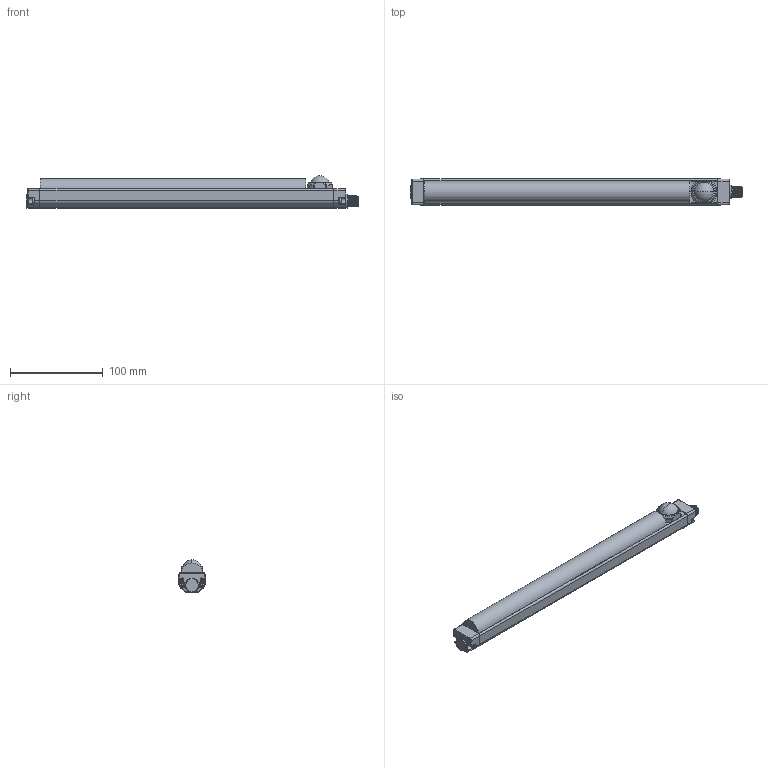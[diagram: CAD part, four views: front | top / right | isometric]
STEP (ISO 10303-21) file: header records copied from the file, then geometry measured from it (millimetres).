
FILE_DESCRIPTION((''),'2;1');
FILE_NAME('210316_ASM','2019-03-04T10:14:32',('pdmadmin'),('BANNER ENGINEERING'),'CREO PARAMETRIC BY PTC INC, 2018300','CREO PARAMETRIC BY PTC INC, 2018300','');
FILE_SCHEMA(('CONFIG_CONTROL_DESIGN'));
Products named in the file (15): 156981_AF1; 157058_AF0_ASM; 153079_AF0; 08427_AF0; 184575; 184576; 184577; WLS28-2_184652_AF0_ASM; 184651_AF0_ASM; 153166; 166147_AF0; 183973; VZWLLD_1; 47678; 210316_ASM
Assembly tree (17 placements, depth 4):
  210316_ASM
    157058_AF0_ASM
      156981_AF1
    184651_AF0_ASM
      153079_AF0
      WLS28-2_184652_AF0_ASM
        08427_AF0
        184575
        184576
        184577
    153166
    166147_AF0
    183973
    VZWLLD_1
    47678  x4
Bounding box: 357 x 28 x 34.79 mm (x, y, z)
Volume: 100129.2 mm3; surface area: 72245.6 mm2
Topology: 13 solids, 142 shells, 1031 faces, 2901 edges, 2045 vertices
Faces by surface type: plane 300, cylinder 290, bspline 160, cone 140, torus 125, sphere 15, extrusion 1
Entity records: 41591 total; most frequent: CARTESIAN_POINT 17669, DIRECTION 4714, ORIENTED_EDGE 4713, EDGE_CURVE 2721, VERTEX_POINT 1937, AXIS2_PLACEMENT_3D 1833, VECTOR 1048, LINE 1047
